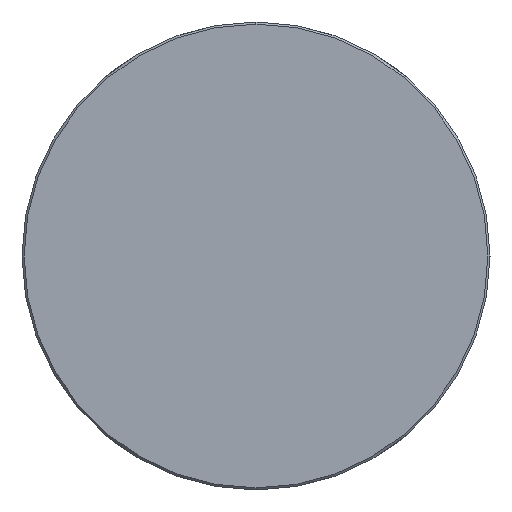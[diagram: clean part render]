
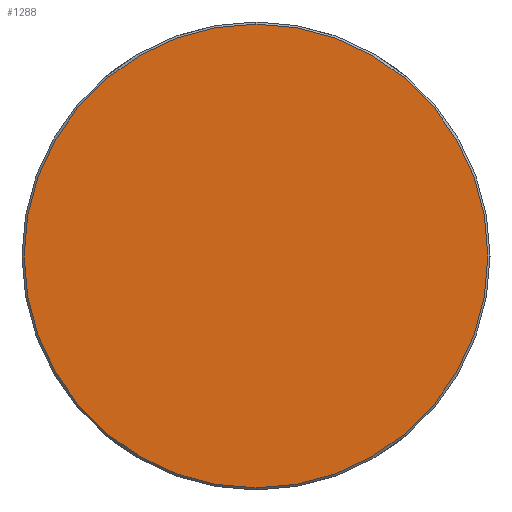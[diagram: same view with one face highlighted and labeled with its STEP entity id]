
A CAD part, left-side view. The second image highlights one B-rep face of the part: STEP entity #1288.
In plain terms, the highlighted planar face has unit normal (-1, 0, 0).
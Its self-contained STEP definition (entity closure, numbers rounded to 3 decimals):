
#48 = ORIENTED_EDGE ( 'NONE', *, *, #1061, .T. ) ;
#234 = AXIS2_PLACEMENT_3D ( 'NONE', #238, #930, #2087 ) ;
#238 = CARTESIAN_POINT ( 'NONE',  ( -92.95, 0., 0. ) ) ;
#357 = DIRECTION ( 'NONE',  ( 0., -1., 0. ) ) ;
#364 = CARTESIAN_POINT ( 'NONE',  ( -92.95, 55.154, -55.154 ) ) ;
#407 = CARTESIAN_POINT ( 'NONE',  ( -92.95, 0., -54.5 ) ) ;
#592 = AXIS2_PLACEMENT_3D ( 'NONE', #1307, #801, #1474 ) ;
#741 = EDGE_LOOP ( 'NONE', ( #48, #2111 ) ) ;
#801 = DIRECTION ( 'NONE',  ( -1., 0., 0. ) ) ;
#823 = CIRCLE ( 'NONE', #234, 54.5 ) ;
#865 = DIRECTION ( 'NONE',  ( -1., 0., 0. ) ) ;
#930 = DIRECTION ( 'NONE',  ( -1., 0., 0. ) ) ;
#1061 = EDGE_CURVE ( 'NONE', #1422, #1239, #1618, .T. ) ;
#1163 = AXIS2_PLACEMENT_3D ( 'NONE', #364, #865, #357 ) ;
#1239 = VERTEX_POINT ( 'NONE', #2027 ) ;
#1288 = ADVANCED_FACE ( 'NONE', ( #1409 ), #1370, .T. ) ;
#1307 = CARTESIAN_POINT ( 'NONE',  ( -92.95, 0., 0. ) ) ;
#1370 = PLANE ( 'NONE',  #1163 ) ;
#1409 = FACE_OUTER_BOUND ( 'NONE', #741, .T. ) ;
#1422 = VERTEX_POINT ( 'NONE', #407 ) ;
#1474 = DIRECTION ( 'NONE',  ( 0., 0., -1. ) ) ;
#1618 = CIRCLE ( 'NONE', #592, 54.5 ) ;
#2027 = CARTESIAN_POINT ( 'NONE',  ( -92.95, 0., 54.5 ) ) ;
#2081 = EDGE_CURVE ( 'NONE', #1239, #1422, #823, .T. ) ;
#2087 = DIRECTION ( 'NONE',  ( 0., 0., -1. ) ) ;
#2111 = ORIENTED_EDGE ( 'NONE', *, *, #2081, .T. ) ;
